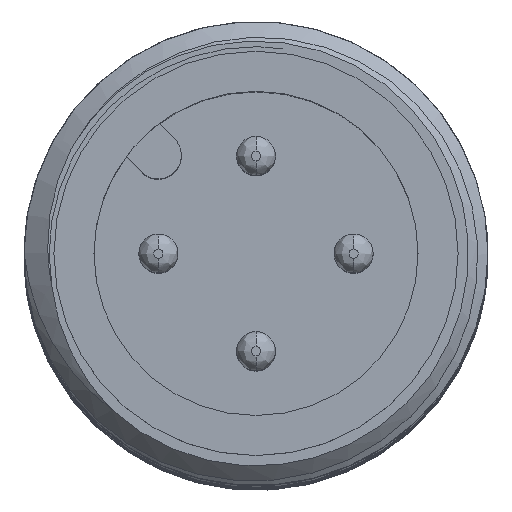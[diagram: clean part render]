
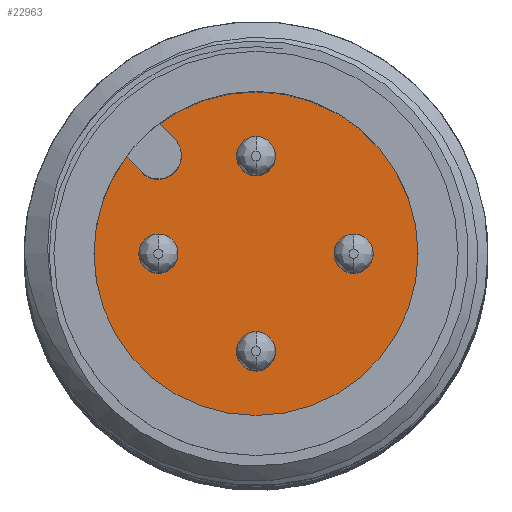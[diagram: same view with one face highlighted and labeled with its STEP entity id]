
A CAD part, top view. The second image highlights one B-rep face of the part: STEP entity #22963.
In plain terms, the highlighted planar face has unit normal (0, 0, 1).
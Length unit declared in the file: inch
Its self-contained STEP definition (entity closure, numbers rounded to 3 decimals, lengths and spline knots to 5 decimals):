
#12517=CARTESIAN_POINT('',(0.,0.,2.56693));
#12518=DIRECTION('',(0.,0.,1.));
#12519=DIRECTION('',(0.,-1.,0.));
#12520=AXIS2_PLACEMENT_3D('',#12517,#12518,#12519);
#12522=CARTESIAN_POINT('',(0.,0.,2.56693));
#12523=DIRECTION('',(0.,0.,-1.));
#12524=DIRECTION('',(0.,-1.,0.));
#12525=AXIS2_PLACEMENT_3D('',#12522,#12523,#12524);
#12535=CARTESIAN_POINT('',(0.,0.,2.56693));
#12536=DIRECTION('',(0.,0.,-1.));
#12537=DIRECTION('',(-0.597,0.802,0.));
#12538=AXIS2_PLACEMENT_3D('',#12535,#12536,#12537);
#12540=DIRECTION('',(0.707,-0.707,0.));
#12541=VECTOR('',#12540,0.02191);
#12542=CARTESIAN_POINT('',(-0.13102,0.09761,
2.56693));
#12543=LINE('',#12542,#12541);
#12544=DIRECTION('',(-0.707,0.707,0.));
#12545=VECTOR('',#12544,0.02191);
#12546=CARTESIAN_POINT('',(-0.08212,0.11553,
2.56693));
#12547=LINE('',#12546,#12545);
#12548=CARTESIAN_POINT('',(0.,0.09843,2.56693));
#12549=DIRECTION('',(0.,0.,1.));
#12550=DIRECTION('',(0.,1.,0.));
#12551=AXIS2_PLACEMENT_3D('',#12548,#12549,#12550);
#12553=CARTESIAN_POINT('',(0.,0.09843,2.56693));
#12554=DIRECTION('',(0.,0.,1.));
#12555=DIRECTION('',(0.,-1.,0.));
#12556=AXIS2_PLACEMENT_3D('',#12553,#12554,#12555);
#12558=CARTESIAN_POINT('',(-0.09843,0.,2.56693));
#12559=DIRECTION('',(0.,0.,1.));
#12560=DIRECTION('',(0.,1.,0.));
#12561=AXIS2_PLACEMENT_3D('',#12558,#12559,#12560);
#12563=CARTESIAN_POINT('',(-0.09843,0.,2.56693));
#12564=DIRECTION('',(0.,0.,1.));
#12565=DIRECTION('',(0.,-1.,0.));
#12566=AXIS2_PLACEMENT_3D('',#12563,#12564,#12565);
#12568=CARTESIAN_POINT('',(0.09843,0.,2.56693));
#12569=DIRECTION('',(0.,0.,1.));
#12570=DIRECTION('',(0.,1.,0.));
#12571=AXIS2_PLACEMENT_3D('',#12568,#12569,#12570);
#12573=CARTESIAN_POINT('',(0.09843,0.,2.56693));
#12574=DIRECTION('',(0.,0.,1.));
#12575=DIRECTION('',(0.,-1.,0.));
#12576=AXIS2_PLACEMENT_3D('',#12573,#12574,#12575);
#12578=CARTESIAN_POINT('',(0.,-0.09843,2.56693));
#12579=DIRECTION('',(0.,0.,1.));
#12580=DIRECTION('',(0.,1.,0.));
#12581=AXIS2_PLACEMENT_3D('',#12578,#12579,#12580);
#12583=CARTESIAN_POINT('',(0.,-0.09843,2.56693));
#12584=DIRECTION('',(0.,0.,1.));
#12585=DIRECTION('',(0.,-1.,0.));
#12586=AXIS2_PLACEMENT_3D('',#12583,#12584,#12585);
#12596=CARTESIAN_POINT('',(-0.09883,0.09883,
2.56693));
#12597=DIRECTION('',(0.,0.,-1.));
#12598=DIRECTION('',(0.707,0.707,0.));
#12599=AXIS2_PLACEMENT_3D('',#12596,#12597,#12598);
#13724=CARTESIAN_POINT('',(0.,-0.16339,2.56693));
#13726=VERTEX_POINT('',#13724);
#13738=CARTESIAN_POINT('',(0.,0.16339,2.56693));
#13740=VERTEX_POINT('',#13738);
#13752=CARTESIAN_POINT('',(0.,0.11811,2.56693));
#13753=CARTESIAN_POINT('',(0.,0.07874,2.56693));
#13754=VERTEX_POINT('',#13752);
#13755=VERTEX_POINT('',#13753);
#13756=CARTESIAN_POINT('',(-0.09843,0.01969,
2.56693));
#13757=CARTESIAN_POINT('',(-0.09843,-0.01969,
2.56693));
#13758=VERTEX_POINT('',#13756);
#13759=VERTEX_POINT('',#13757);
#13760=CARTESIAN_POINT('',(0.09843,0.01969,
2.56693));
#13761=CARTESIAN_POINT('',(0.09843,-0.01969,
2.56693));
#13762=VERTEX_POINT('',#13760);
#13763=VERTEX_POINT('',#13761);
#13764=CARTESIAN_POINT('',(0.,-0.07874,2.56693));
#13765=CARTESIAN_POINT('',(0.,-0.11811,2.56693));
#13766=VERTEX_POINT('',#13764);
#13767=VERTEX_POINT('',#13765);
#13784=CARTESIAN_POINT('',(-0.13102,0.09761,
2.56693));
#13785=VERTEX_POINT('',#13784);
#13786=CARTESIAN_POINT('',(-0.09761,0.13102,
2.56693));
#13787=VERTEX_POINT('',#13786);
#13896=CARTESIAN_POINT('',(-0.08212,0.11553,
2.56693));
#13897=VERTEX_POINT('',#13896);
#13898=CARTESIAN_POINT('',(-0.11553,0.08212,
2.56693));
#13899=VERTEX_POINT('',#13898);
#22923=CARTESIAN_POINT('',(0.,0.,2.56693));
#22924=DIRECTION('',(0.,0.,1.));
#22925=DIRECTION('',(0.,1.,0.));
#22926=AXIS2_PLACEMENT_3D('',#22923,#22924,#22925);
#22927=PLANE('',#22926);
#22929=ORIENTED_EDGE('',*,*,#22928,.T.);
#22931=ORIENTED_EDGE('',*,*,#22930,.F.);
#22933=ORIENTED_EDGE('',*,*,#22932,.T.);
#22934=ORIENTED_EDGE('',*,*,#22912,.T.);
#22935=ORIENTED_EDGE('',*,*,#22894,.F.);
#22936=ORIENTED_EDGE('',*,*,#22907,.T.);
#22937=EDGE_LOOP('',(#22929,#22931,#22933,#22934,#22935,#22936));
#22938=FACE_OUTER_BOUND('',#22937,.F.);
#22940=ORIENTED_EDGE('',*,*,#22939,.T.);
#22942=ORIENTED_EDGE('',*,*,#22941,.T.);
#22943=EDGE_LOOP('',(#22940,#22942));
#22944=FACE_BOUND('',#22943,.F.);
#22946=ORIENTED_EDGE('',*,*,#22945,.T.);
#22948=ORIENTED_EDGE('',*,*,#22947,.T.);
#22949=EDGE_LOOP('',(#22946,#22948));
#22950=FACE_BOUND('',#22949,.F.);
#22952=ORIENTED_EDGE('',*,*,#22951,.T.);
#22954=ORIENTED_EDGE('',*,*,#22953,.T.);
#22955=EDGE_LOOP('',(#22952,#22954));
#22956=FACE_BOUND('',#22955,.F.);
#22958=ORIENTED_EDGE('',*,*,#22957,.T.);
#22960=ORIENTED_EDGE('',*,*,#22959,.T.);
#22961=EDGE_LOOP('',(#22958,#22960));
#22962=FACE_BOUND('',#22961,.F.);
#22963=ADVANCED_FACE('',(#22938,#22944,#22950,#22956,#22962),#22927,.T.);
#12521=CIRCLE('',#12520,0.16339);
#12526=CIRCLE('',#12525,0.16339);
#12539=CIRCLE('',#12538,0.16339);
#12552=CIRCLE('',#12551,0.01969);
#12557=CIRCLE('',#12556,0.01969);
#12562=CIRCLE('',#12561,0.01969);
#12567=CIRCLE('',#12566,0.01969);
#12572=CIRCLE('',#12571,0.01969);
#12577=CIRCLE('',#12576,0.01969);
#12582=CIRCLE('',#12581,0.01969);
#12587=CIRCLE('',#12586,0.01969);
#12600=CIRCLE('',#12599,0.02362);
#22894=EDGE_CURVE('',#13726,#13740,#12521,.T.);
#22907=EDGE_CURVE('',#13726,#13785,#12526,.T.);
#22912=EDGE_CURVE('',#13787,#13740,#12539,.T.);
#22928=EDGE_CURVE('',#13785,#13899,#12543,.T.);
#22930=EDGE_CURVE('',#13897,#13899,#12600,.T.);
#22932=EDGE_CURVE('',#13897,#13787,#12547,.T.);
#22939=EDGE_CURVE('',#13754,#13755,#12552,.T.);
#22941=EDGE_CURVE('',#13755,#13754,#12557,.T.);
#22945=EDGE_CURVE('',#13758,#13759,#12562,.T.);
#22947=EDGE_CURVE('',#13759,#13758,#12567,.T.);
#22951=EDGE_CURVE('',#13762,#13763,#12572,.T.);
#22953=EDGE_CURVE('',#13763,#13762,#12577,.T.);
#22957=EDGE_CURVE('',#13766,#13767,#12582,.T.);
#22959=EDGE_CURVE('',#13767,#13766,#12587,.T.);
